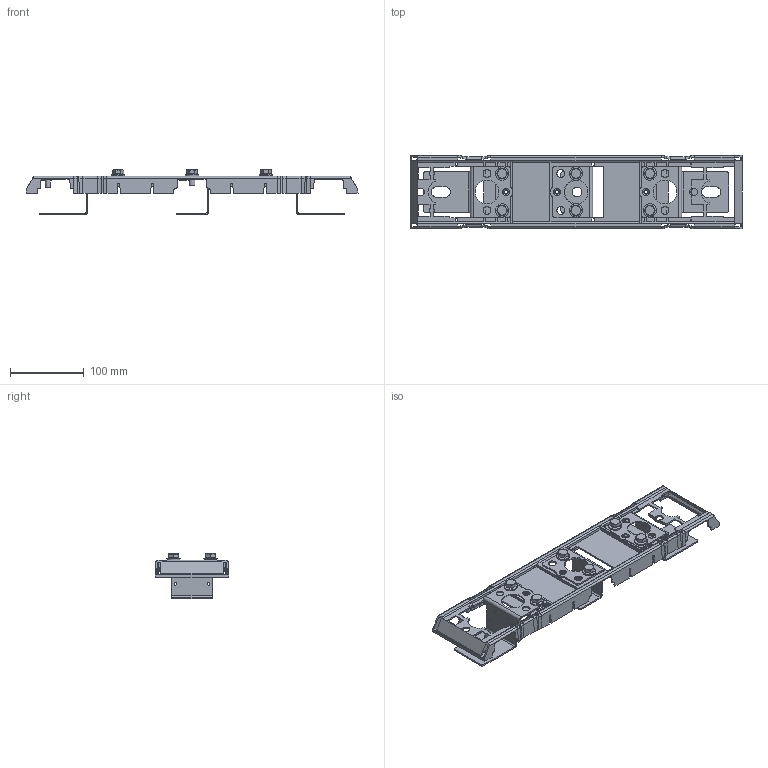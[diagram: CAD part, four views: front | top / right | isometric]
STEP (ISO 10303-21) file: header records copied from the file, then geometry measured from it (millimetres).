
FILE_DESCRIPTION(('CATIA V5 STEP'),'2;1');
FILE_NAME('L8500897_Adapterleiste_Al185_SL00_100_52.stp','2014-07-09T13:20:10+00:00',('none'),('Jean Müller GmbH'),'CATIA Version 5 Release 19 SP 9 (IN-10)','CATIA V5 STEP AP214','none');
FILE_SCHEMA(('AUTOMOTIVE_DESIGN { 1 0 10303 214 1 1 1 1 }'));
Length unit declared in the file: millimetre
Products named in the file (6): L8500897_L_Adapterleiste AL185-SL00/100/52; 67315_Sechskantschraube  M8x16_DIN933; 66901_Spannscheibe DIN 6796-8; 155991_08_Adapterwinkel 52mm tief als U ; 155991_09_Adapterwinkel 52mm tief als Z; 33581_98_Adapterleiste_IGES
Assembly tree (16 placements, depth 2):
  L8500897_L_Adapterleiste AL185-SL00/100/52
    67315_Sechskantschraube  M8x16_DIN933  x6
    66901_Spannscheibe DIN 6796-8  x6
    155991_08_Adapterwinkel 52mm tief als U 
    155991_09_Adapterwinkel 52mm tief als Z  x2
    33581_98_Adapterleiste_IGES
Bounding box: 449.6 x 99.5 x 61.05 mm (x, y, z)
Volume: 161199 mm3; surface area: 169637.1 mm2
Topology: 16 solids, 16 shells, 1073 faces, 3149 edges, 2072 vertices
Faces by surface type: plane 644, cylinder 249, cone 142, torus 38
Entity records: 34804 total; most frequent: ORIENTED_EDGE 5402, CARTESIAN_POINT 5305, DIRECTION 4073, EDGE_CURVE 2701, VECTOR 2037, LINE 2037, VERTEX_POINT 1792, AXIS2_PLACEMENT_3D 1260
